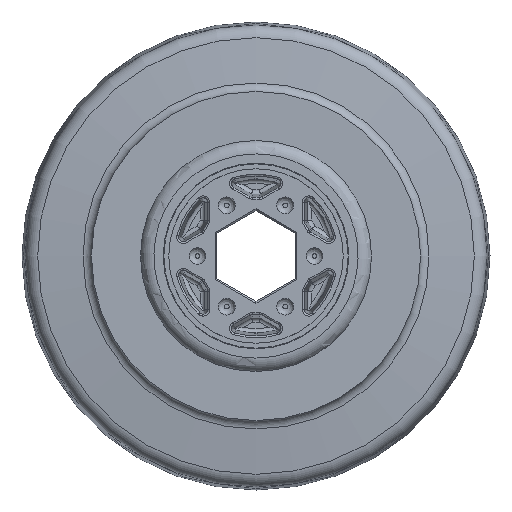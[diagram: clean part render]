
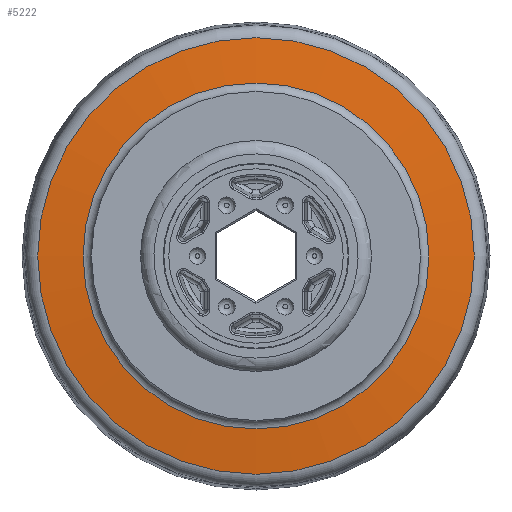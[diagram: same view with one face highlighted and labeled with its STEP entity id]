
A CAD part, left-side view. The second image highlights one B-rep face of the part: STEP entity #5222.
In plain terms, the highlighted conical face has half-angle 84 degrees and reference radius 35.546 mm.
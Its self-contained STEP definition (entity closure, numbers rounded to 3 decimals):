
#364=LINE('',#8711,#610);
#610=VECTOR('',#6480,35.546);
#842=CONICAL_SURFACE('',#5702,35.546,1.466);
#1136=FACE_OUTER_BOUND('',#1468,.T.);
#1468=EDGE_LOOP('',(#3703,#3704,#3705,#3706,#3707,#3708));
#1796=CIRCLE('',#5540,35.546);
#1800=CIRCLE('',#5544,35.546);
#1809=CIRCLE('',#5555,28.162);
#1810=CIRCLE('',#5556,28.162);
#2103=VERTEX_POINT('',#7533);
#2104=VERTEX_POINT('',#7534);
#2113=VERTEX_POINT('',#7557);
#2114=VERTEX_POINT('',#7559);
#2636=EDGE_CURVE('',#2103,#2104,#1796,.T.);
#2640=EDGE_CURVE('',#2104,#2103,#1800,.T.);
#2649=EDGE_CURVE('',#2114,#2113,#1809,.T.);
#2650=EDGE_CURVE('',#2113,#2114,#1810,.T.);
#2800=EDGE_CURVE('',#2103,#2114,#364,.T.);
#3703=ORIENTED_EDGE('',*,*,#2636,.F.);
#3704=ORIENTED_EDGE('',*,*,#2800,.T.);
#3705=ORIENTED_EDGE('',*,*,#2649,.T.);
#3706=ORIENTED_EDGE('',*,*,#2650,.T.);
#3707=ORIENTED_EDGE('',*,*,#2800,.F.);
#3708=ORIENTED_EDGE('',*,*,#2640,.F.);
#5222=ADVANCED_FACE('',(#1136),#842,.T.);
#5540=AXIS2_PLACEMENT_3D('',#7535,#6129,#6130);
#5544=AXIS2_PLACEMENT_3D('',#7541,#6137,#6138);
#5555=AXIS2_PLACEMENT_3D('',#7560,#6159,#6160);
#5556=AXIS2_PLACEMENT_3D('',#7561,#6161,#6162);
#5702=AXIS2_PLACEMENT_3D('',#8710,#6478,#6479);
#6129=DIRECTION('center_axis',(1.,0.,0.));
#6130=DIRECTION('ref_axis',(0.,0.,1.));
#6137=DIRECTION('center_axis',(1.,0.,0.));
#6138=DIRECTION('ref_axis',(0.,0.,1.));
#6159=DIRECTION('center_axis',(1.,0.,0.));
#6160=DIRECTION('ref_axis',(0.,0.,-1.));
#6161=DIRECTION('center_axis',(1.,0.,0.));
#6162=DIRECTION('ref_axis',(0.,0.,-1.));
#6478=DIRECTION('center_axis',(1.,0.,0.));
#6479=DIRECTION('ref_axis',(0.,0.,-1.));
#6480=DIRECTION('',(-0.105,0.,-0.995));
#7533=CARTESIAN_POINT('',(-16.758,0.,35.546));
#7534=CARTESIAN_POINT('',(-16.758,0.,-35.546));
#7535=CARTESIAN_POINT('Origin',(-16.758,0.,0.));
#7541=CARTESIAN_POINT('Origin',(-16.758,0.,0.));
#7557=CARTESIAN_POINT('',(-17.534,0.,-28.162));
#7559=CARTESIAN_POINT('',(-17.534,0.,28.162));
#7560=CARTESIAN_POINT('Origin',(-17.534,0.,0.));
#7561=CARTESIAN_POINT('Origin',(-17.534,0.,0.));
#8710=CARTESIAN_POINT('Origin',(-16.758,0.,0.));
#8711=CARTESIAN_POINT('',(-16.758,0.,35.546));
